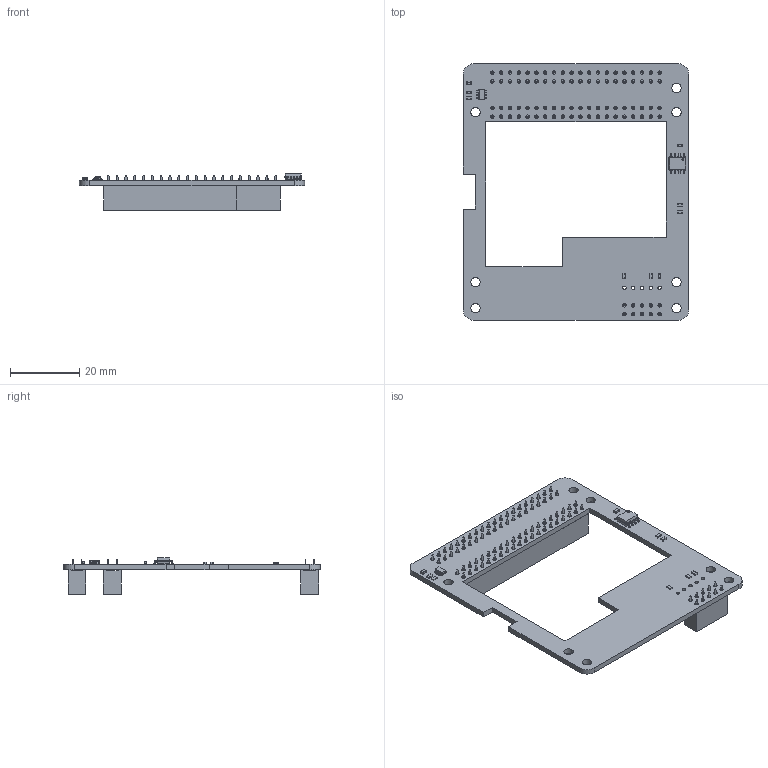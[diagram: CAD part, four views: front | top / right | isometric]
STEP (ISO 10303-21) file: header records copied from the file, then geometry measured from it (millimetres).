
FILE_DESCRIPTION(('KiCad electronic assembly'),'2;1');
FILE_NAME('pi5_adapter.step','2024-04-23T11:46:40',('Pcbnew'),('Kicad'), 'Open CASCADE STEP processor 7.6','KiCad to STEP converter','Unknown' );
FILE_SCHEMA(('AUTOMOTIVE_DESIGN { 1 0 10303 214 1 1 1 1 }'));
Length unit declared in the file: millimetre
Products named in the file (14): pi5_adapter 1; SOIC-8_3.9x4.9mm_P1.27mm; SOIC_8_39x49mm_P127mm; R_0603_1608Metric; TSOT-23-6; TSOT_23_6; C_0603_1608Metric; PinSocket_2x20_P2.54mm_Vertical; PinSocket_2x20_P254mm_Vertical; PinSocket_2x05_P2.54mm_Vertical; PinSocket_2x05_P254mm_Vertical; pi5_adapter_PCB
Assembly tree (21 placements, depth 3):
  pi5_adapter 1
    SOIC-8_3.9x4.9mm_P1.27mm
      SOIC_8_39x49mm_P127mm
    R_0603_1608Metric  x7
      R_0603_1608Metric
    TSOT-23-6
      TSOT_23_6
    C_0603_1608Metric  x2
      C_0603_1608Metric
    PinSocket_2x20_P2.54mm_Vertical  x2
      PinSocket_2x20_P254mm_Vertical
    PinSocket_2x05_P2.54mm_Vertical
      PinSocket_2x05_P254mm_Vertical
    pi5_adapter_PCB
Bounding box: 65 x 74 x 10.45 mm (x, y, z)
Volume: 8236.2 mm3; surface area: 11804.7 mm2
Topology: 15 solids, 15 shells, 3462 faces, 8979 edges, 5822 vertices
Faces by surface type: plane 3157, cylinder 243, bspline 62
Full cylindrical faces by diameter (mm): 0.6 x1, 1 x95, 2.7 x7
Entity records: 74677 total; most frequent: CARTESIAN_POINT 10989, ORIENTED_EDGE 10550, DIRECTION 9553, EDGE_CURVE 5275, LINE 4845, VECTOR 4845, VERTEX_POINT 3414, FACE_BOUND 2387
